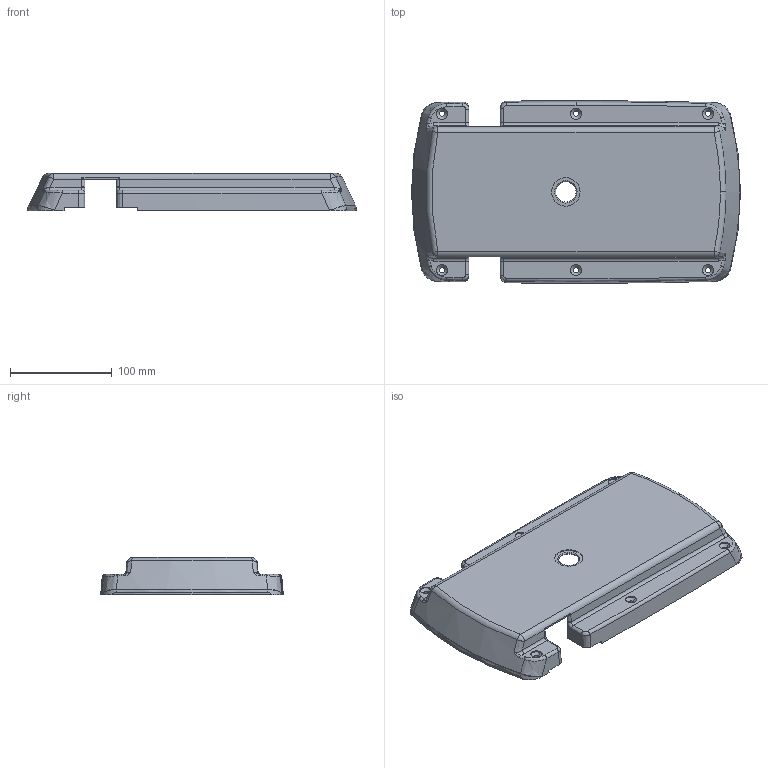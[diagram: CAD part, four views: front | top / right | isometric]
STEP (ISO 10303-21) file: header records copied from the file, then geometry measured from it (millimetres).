
FILE_DESCRIPTION (( 'STEP AP203' ), '1' );
FILE_NAME ('sone3D.STEP', '2017-08-08T01:32:23', ( '' ), ( '' ), 'SwSTEP 2.0', 'SolidWorks 2014', '' );
FILE_SCHEMA (( 'CONFIG_CONTROL_DESIGN' ));
Length unit declared in the file: millimetre
Products named in the file (1): sone3D
Bounding box: 324 x 179.98 x 36.5 mm (x, y, z)
Volume: 188933 mm3; surface area: 189926.8 mm2
Topology: 1 solids, 1 shells, 439 faces, 1156 edges, 720 vertices
Faces by surface type: plane 149, cylinder 100, bspline 93, cone 62, torus 27, sphere 8
Entity records: 17445 total; most frequent: CARTESIAN_POINT 7321, ORIENTED_EDGE 2288, DIRECTION 1883, EDGE_CURVE 1144, AXIS2_PLACEMENT_3D 724, VERTEX_POINT 720, EDGE_LOOP 466, ADVANCED_FACE 439
